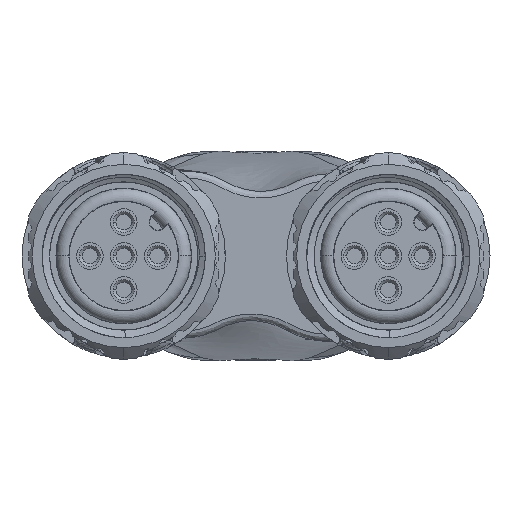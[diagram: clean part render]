
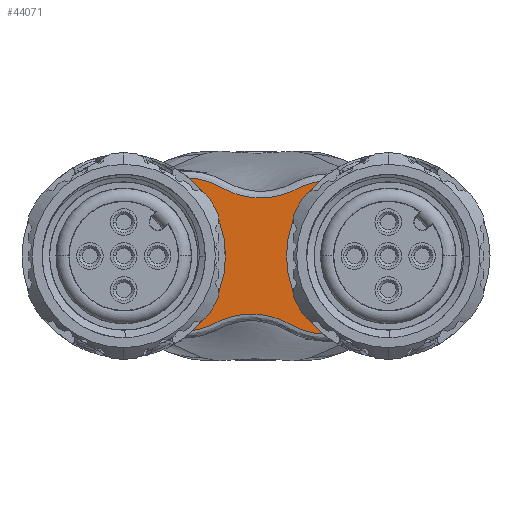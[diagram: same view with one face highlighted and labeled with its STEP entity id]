
A CAD part, left-side view. The second image highlights one B-rep face of the part: STEP entity #44071.
In plain terms, the highlighted planar face has unit normal (-1, 0, 0).
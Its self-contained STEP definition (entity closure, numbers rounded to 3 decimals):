
#2801=CARTESIAN_POINT('',(-20.,-8.927,
4.328));
#2802=CARTESIAN_POINT('',(-20.,-8.751,
4.47));
#2803=CARTESIAN_POINT('',(-20.,-8.388,
4.731));
#2804=CARTESIAN_POINT('',(-20.,-7.798,
5.051));
#2805=CARTESIAN_POINT('',(-20.,-7.172,
5.296));
#2806=CARTESIAN_POINT('',(-20.,-6.521,
5.468));
#2807=CARTESIAN_POINT('',(-20.,-5.849,
5.56));
#2808=CARTESIAN_POINT('',(-20.,-5.182,
5.563));
#2809=CARTESIAN_POINT('',(-20.,-4.55,
5.49));
#2810=CARTESIAN_POINT('',(-20.,-3.928,
5.345));
#2811=CARTESIAN_POINT('',(-20.,-3.318,
5.127));
#2812=CARTESIAN_POINT('',(-20.,-2.783,
4.83));
#2813=CARTESIAN_POINT('',(-20.,-2.233,
4.597));
#2814=CARTESIAN_POINT('',(-20.,-1.675,
4.427));
#2815=CARTESIAN_POINT('',(-20.,-1.071,4.309));
#2816=CARTESIAN_POINT('',(-20.,-0.391,4.258));
#2817=CARTESIAN_POINT('',(-20.,0.29,4.295));
#2818=CARTESIAN_POINT('',(-20.,0.897,4.402));
#2819=CARTESIAN_POINT('',(-20.,1.458,4.564));
#2820=CARTESIAN_POINT('',(-20.,2.003,4.777));
#2821=CARTESIAN_POINT('',(-20.,2.537,5.079));
#2822=CARTESIAN_POINT('',(-20.,3.11,5.363));
#2823=CARTESIAN_POINT('',(-20.,3.758,5.581));
#2824=CARTESIAN_POINT('',(-20.,4.412,5.722));
#2825=CARTESIAN_POINT('',(-20.,5.076,5.783));
#2826=CARTESIAN_POINT('',(-20.,5.758,5.764));
#2827=CARTESIAN_POINT('',(-20.,6.441,5.661));
#2828=CARTESIAN_POINT('',(-20.,7.109,5.474));
#2829=CARTESIAN_POINT('',(-20.,7.75,5.209));
#2830=CARTESIAN_POINT('',(-20.,8.355,4.868));
#2831=CARTESIAN_POINT('',(-20.,8.726,4.595));
#2832=CARTESIAN_POINT('',(-20.,8.904,4.448));
#2899=CARTESIAN_POINT('',(-20.,8.927,
-4.328));
#2900=CARTESIAN_POINT('',(-20.,8.751,
-4.47));
#2901=CARTESIAN_POINT('',(-20.,8.388,
-4.731));
#2902=CARTESIAN_POINT('',(-20.,7.798,
-5.051));
#2903=CARTESIAN_POINT('',(-20.,7.172,-5.296));
#2904=CARTESIAN_POINT('',(-20.,6.521,
-5.468));
#2905=CARTESIAN_POINT('',(-20.,5.849,
-5.56));
#2906=CARTESIAN_POINT('',(-20.,5.182,
-5.563));
#2907=CARTESIAN_POINT('',(-20.,4.55,
-5.49));
#2908=CARTESIAN_POINT('',(-20.,3.928,
-5.345));
#2909=CARTESIAN_POINT('',(-20.,3.318,
-5.127));
#2910=CARTESIAN_POINT('',(-20.,2.783,
-4.83));
#2911=CARTESIAN_POINT('',(-20.,2.233,
-4.597));
#2912=CARTESIAN_POINT('',(-20.,1.675,
-4.427));
#2913=CARTESIAN_POINT('',(-20.,1.071,-4.309));
#2914=CARTESIAN_POINT('',(-20.,0.391,-4.258));
#2915=CARTESIAN_POINT('',(-20.,-0.29,-4.295));
#2916=CARTESIAN_POINT('',(-20.,-0.897,-4.402));
#2917=CARTESIAN_POINT('',(-20.,-1.458,
-4.564));
#2918=CARTESIAN_POINT('',(-20.,-2.003,
-4.777));
#2919=CARTESIAN_POINT('',(-20.,-2.537,
-5.079));
#2920=CARTESIAN_POINT('',(-20.,-3.11,
-5.363));
#2921=CARTESIAN_POINT('',(-20.,-3.758,
-5.581));
#2922=CARTESIAN_POINT('',(-20.,-4.412,
-5.722));
#2923=CARTESIAN_POINT('',(-20.,-5.076,
-5.783));
#2924=CARTESIAN_POINT('',(-20.,-5.758,
-5.764));
#2925=CARTESIAN_POINT('',(-20.,-6.441,
-5.661));
#2926=CARTESIAN_POINT('',(-20.,-7.109,
-5.474));
#2927=CARTESIAN_POINT('',(-20.,-7.75,
-5.209));
#2928=CARTESIAN_POINT('',(-20.,-8.355,
-4.868));
#2929=CARTESIAN_POINT('',(-20.,-8.726,
-4.595));
#2930=CARTESIAN_POINT('',(-20.,-8.904,
-4.448));
#2932=CARTESIAN_POINT('',(-20.,5.439,
0.003));
#2933=DIRECTION('',(1.,0.,0.));
#2934=DIRECTION('',(0.,0.627,-0.779));
#2935=AXIS2_PLACEMENT_3D('',#2932,#2933,#2934);
#2937=CARTESIAN_POINT('',(-20.,5.224,
-0.004));
#2938=DIRECTION('',(1.,0.,0.));
#2939=DIRECTION('',(0.,1.,0.001));
#2940=AXIS2_PLACEMENT_3D('',#2937,#2938,#2939);
#2942=CARTESIAN_POINT('',(-20.,-5.439,
-0.003));
#2943=DIRECTION('',(1.,0.,0.));
#2944=DIRECTION('',(0.,-0.627,0.779));
#2945=AXIS2_PLACEMENT_3D('',#2942,#2943,#2944);
#2947=CARTESIAN_POINT('',(-20.,-5.224,
0.004));
#2948=DIRECTION('',(1.,0.,0.));
#2949=DIRECTION('',(0.,-1.,-0.001));
#2950=AXIS2_PLACEMENT_3D('',#2947,#2948,#2949);
#2952=CARTESIAN_POINT('',(-20.,-5.75,0.));
#2953=DIRECTION('',(-1.,0.,0.));
#2954=DIRECTION('',(0.,-1.,0.));
#2955=AXIS2_PLACEMENT_3D('',#2952,#2953,#2954);
#2957=CARTESIAN_POINT('',(-20.,-5.75,0.));
#2958=DIRECTION('',(-1.,0.,0.));
#2959=DIRECTION('',(0.,1.,0.));
#2960=AXIS2_PLACEMENT_3D('',#2957,#2958,#2959);
#2962=CARTESIAN_POINT('',(-20.,5.75,0.));
#2963=DIRECTION('',(-1.,0.,0.));
#2964=DIRECTION('',(0.,1.,0.));
#2965=AXIS2_PLACEMENT_3D('',#2962,#2963,#2964);
#2967=CARTESIAN_POINT('',(-20.,5.75,0.));
#2968=DIRECTION('',(-1.,0.,0.));
#2969=DIRECTION('',(0.,-1.,0.));
#2970=AXIS2_PLACEMENT_3D('',#2967,#2968,#2969);
#27994=CARTESIAN_POINT('',(-20.,2.95,0.));
#27995=CARTESIAN_POINT('',(-20.,8.55,0.));
#27996=VERTEX_POINT('',#27994);
#27997=VERTEX_POINT('',#27995);
#27998=CARTESIAN_POINT('',(-20.,8.927,
-4.328));
#27999=CARTESIAN_POINT('',(-20.,11.,
0.001));
#28000=VERTEX_POINT('',#27998);
#28001=VERTEX_POINT('',#27999);
#28002=CARTESIAN_POINT('',(-20.,8.904,
4.448));
#28003=VERTEX_POINT('',#28002);
#28004=VERTEX_POINT('',#2801);
#28005=CARTESIAN_POINT('',(-20.,-11.,
-0.001));
#28006=VERTEX_POINT('',#28005);
#28007=CARTESIAN_POINT('',(-20.,-8.904,
-4.448));
#28008=VERTEX_POINT('',#28007);
#28009=CARTESIAN_POINT('',(-20.,-8.55,0.));
#28010=CARTESIAN_POINT('',(-20.,-2.95,0.));
#28011=VERTEX_POINT('',#28009);
#28012=VERTEX_POINT('',#28010);
#44046=CARTESIAN_POINT('',(-20.,0.,0.));
#44047=DIRECTION('',(1.,0.,0.));
#44048=DIRECTION('',(0.,-1.,0.));
#44049=AXIS2_PLACEMENT_3D('',#44046,#44047,#44048);
#44050=PLANE('',#44049);
#44051=ORIENTED_EDGE('',*,*,#42930,.T.);
#44052=ORIENTED_EDGE('',*,*,#42950,.T.);
#44053=ORIENTED_EDGE('',*,*,#43457,.F.);
#44054=ORIENTED_EDGE('',*,*,#43474,.T.);
#44055=ORIENTED_EDGE('',*,*,#43574,.T.);
#44056=ORIENTED_EDGE('',*,*,#44040,.F.);
#44057=EDGE_LOOP('',(#44051,#44052,#44053,#44054,#44055,#44056));
#44058=FACE_OUTER_BOUND('',#44057,.F.);
#44060=ORIENTED_EDGE('',*,*,#44059,.T.);
#44062=ORIENTED_EDGE('',*,*,#44061,.T.);
#44063=EDGE_LOOP('',(#44060,#44062));
#44064=FACE_BOUND('',#44063,.F.);
#44066=ORIENTED_EDGE('',*,*,#44065,.T.);
#44068=ORIENTED_EDGE('',*,*,#44067,.T.);
#44069=EDGE_LOOP('',(#44066,#44068));
#44070=FACE_BOUND('',#44069,.F.);
#44071=ADVANCED_FACE('',(#44058,#44064,#44070),#44050,.F.);
#2833=B_SPLINE_CURVE_WITH_KNOTS('',3,(#2801,#2802,#2803,#2804,#2805,#2806,#2807,
#2808,#2809,#2810,#2811,#2812,#2813,#2814,#2815,#2816,#2817,#2818,#2819,#2820,
#2821,#2822,#2823,#2824,#2825,#2826,#2827,#2828,#2829,#2830,#2831,#2832),
.UNSPECIFIED.,.F.,.F.,(4,1,1,1,1,1,1,1,1,1,1,1,1,1,1,1,1,1,1,1,1,1,1,1,1,1,1,1,
1,4),(0.,0.034,0.069,0.103,
0.138,0.172,0.207,0.241,
0.276,0.31,0.345,0.379,
0.414,0.448,0.483,0.517,
0.552,0.586,0.621,0.655,
0.69,0.724,0.759,0.793,
0.828,0.862,0.897,0.931,
0.966,1.),.UNSPECIFIED.);
#2931=B_SPLINE_CURVE_WITH_KNOTS('',3,(#2899,#2900,#2901,#2902,#2903,#2904,#2905,
#2906,#2907,#2908,#2909,#2910,#2911,#2912,#2913,#2914,#2915,#2916,#2917,#2918,
#2919,#2920,#2921,#2922,#2923,#2924,#2925,#2926,#2927,#2928,#2929,#2930),
.UNSPECIFIED.,.F.,.F.,(4,1,1,1,1,1,1,1,1,1,1,1,1,1,1,1,1,1,1,1,1,1,1,1,1,1,1,1,
1,4),(0.,0.034,0.069,0.103,
0.138,0.172,0.207,0.241,
0.276,0.31,0.345,0.379,
0.414,0.448,0.483,0.517,
0.552,0.586,0.621,0.655,
0.69,0.724,0.759,0.793,
0.828,0.862,0.897,0.931,
0.966,1.),.UNSPECIFIED.);
#2936=CIRCLE('',#2935,5.561);
#2941=CIRCLE('',#2940,5.776);
#2946=CIRCLE('',#2945,5.561);
#2951=CIRCLE('',#2950,5.776);
#2956=CIRCLE('',#2955,2.8);
#2961=CIRCLE('',#2960,2.8);
#2966=CIRCLE('',#2965,2.8);
#2971=CIRCLE('',#2970,2.8);
#42930=EDGE_CURVE('',#28000,#28001,#2936,.T.);
#42950=EDGE_CURVE('',#28001,#28003,#2941,.T.);
#43457=EDGE_CURVE('',#28004,#28003,#2833,.T.);
#43474=EDGE_CURVE('',#28004,#28006,#2946,.T.);
#43574=EDGE_CURVE('',#28006,#28008,#2951,.T.);
#44040=EDGE_CURVE('',#28000,#28008,#2931,.T.);
#44059=EDGE_CURVE('',#28011,#28012,#2956,.T.);
#44061=EDGE_CURVE('',#28012,#28011,#2961,.T.);
#44065=EDGE_CURVE('',#27997,#27996,#2966,.T.);
#44067=EDGE_CURVE('',#27996,#27997,#2971,.T.);
